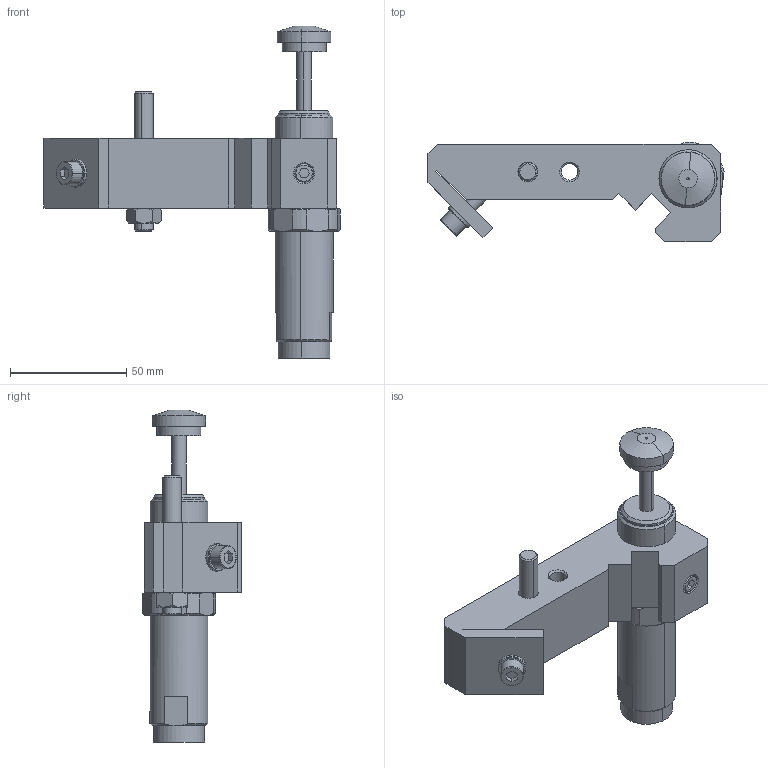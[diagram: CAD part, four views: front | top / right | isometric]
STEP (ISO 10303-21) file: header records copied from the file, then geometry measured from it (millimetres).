
FILE_DESCRIPTION(( 'AS-50A.STEP' ), '1');
FILE_NAME( 'AS-50A.STEP', '2021-05-17T09:48:09',( 'Sopra'),('sopra-pneumatic.com'), 'SwSTEP 2.0','SolidWorks 2009','' );
FILE_SCHEMA (( 'CONFIG_CONTROL_DESIGN' ));
Length unit declared in the file: millimetre
Products named in the file (8): SC650EUM-1; 1508-0000_Modell_Anschlag AS 50 verstellbar; Gewindestift M8x60; _SC650EUM-1(Standard_Standard_Standard_-)_p1; _KM25; Mutter M8 DIN 934; Modell Halter AS50 verstellbar_130328; _SC650EUM-1(Standard_Standard)_p2
Assembly tree (7 placements, depth 3):
  1508-0000_Modell_Anschlag AS 50 verstellbar
    Modell Halter AS50 verstellbar_130328
    Mutter M8 DIN 934
    SC650EUM-1
      _SC650EUM-1(Standard_Standard_Standard_-)_p1
      _SC650EUM-1(Standard_Standard)_p2
    _KM25
    Gewindestift M8x60
Bounding box: 127.5 x 42.78 x 143 mm (x, y, z)
Volume: 152989.6 mm3; surface area: 38268.9 mm2
Topology: 6 solids, 7 shells, 214 faces, 495 edges, 306 vertices
Faces by surface type: plane 93, cone 73, cylinder 44, torus 2, bspline 2
Entity records: 7098 total; most frequent: CARTESIAN_POINT 1372, DIRECTION 1054, ORIENTED_EDGE 986, EDGE_CURVE 493, AXIS2_PLACEMENT_3D 404, VERTEX_POINT 306, VECTOR 246, LINE 246
